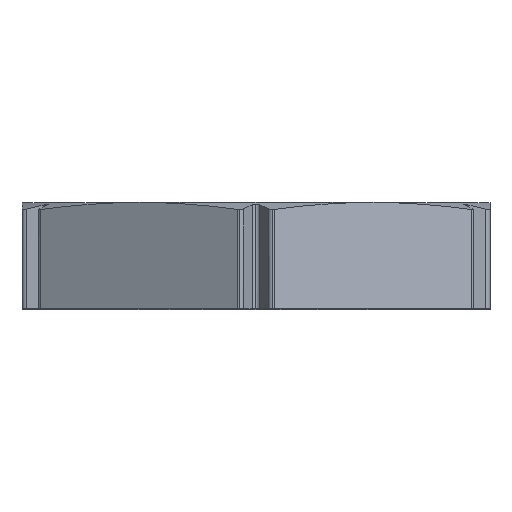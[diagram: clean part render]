
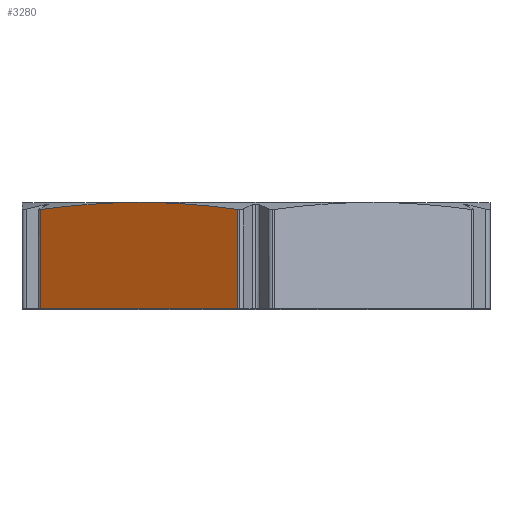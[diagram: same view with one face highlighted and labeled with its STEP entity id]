
A CAD part, top view. The second image highlights one B-rep face of the part: STEP entity #3280.
In plain terms, the highlighted planar face has unit normal (-0.5, 0, 0.866).
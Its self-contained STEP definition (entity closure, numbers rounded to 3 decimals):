
#47 = ORIENTED_EDGE ( 'NONE', *, *, #986, .T. ) ;
#133 = PLANE ( 'NONE',  #3244 ) ;
#291 = CARTESIAN_POINT ( 'NONE',  ( -0.866, 4.67, 12.202 ) ) ;
#317 = EDGE_LOOP ( 'NONE', ( #2958, #1633, #47, #3288, #1187 ) ) ;
#375 = CARTESIAN_POINT ( 'NONE',  ( -11., 0., 6.351 ) ) ;
#411 = LINE ( 'NONE', #1437, #1023 ) ;
#709 = CARTESIAN_POINT ( 'NONE',  ( -7.045, 5., 8.634 ) ) ;
#728 = CARTESIAN_POINT ( 'NONE',  ( -10.134, 4.67, 6.851 ) ) ;
#741 = LINE ( 'NONE', #2013, #1991 ) ;
#880 = LINE ( 'NONE', #375, #1513 ) ;
#934 = EDGE_CURVE ( 'NONE', #2046, #2120, #741, .T. ) ;
#986 = EDGE_CURVE ( 'NONE', #1957, #1287, #1476, .T. ) ;
#1023 = VECTOR ( 'NONE', #1953, 1000. ) ;
#1126 = CARTESIAN_POINT ( 'NONE',  ( -0.866, 4.67, 12.202 ) ) ;
#1136 = B_SPLINE_CURVE_WITH_KNOTS ( 'NONE', 3,
 ( #1126, #1858, #2132, #2427 ),
 .UNSPECIFIED., .F., .F.,
 ( 4, 4 ),
 ( 0., 0.005 ),
 .UNSPECIFIED. ) ;
#1182 = CARTESIAN_POINT ( 'NONE',  ( -5.5, 5., 9.526 ) ) ;
#1187 = ORIENTED_EDGE ( 'NONE', *, *, #1366, .T. ) ;
#1287 = VERTEX_POINT ( 'NONE', #3285 ) ;
#1366 = EDGE_CURVE ( 'NONE', #1805, #2046, #880, .T. ) ;
#1437 = CARTESIAN_POINT ( 'NONE',  ( -10.134, 6., 6.851 ) ) ;
#1476 = B_SPLINE_CURVE_WITH_KNOTS ( 'NONE', 3,
 ( #1516, #709, #1744, #728 ),
 .UNSPECIFIED., .F., .F.,
 ( 4, 4 ),
 ( 0.005, 0.011 ),
 .UNSPECIFIED. ) ;
#1513 = VECTOR ( 'NONE', #2471, 1000. ) ;
#1516 = CARTESIAN_POINT ( 'NONE',  ( -5.5, 5., 9.526 ) ) ;
#1633 = ORIENTED_EDGE ( 'NONE', *, *, #1635, .T. ) ;
#1635 = EDGE_CURVE ( 'NONE', #2120, #1957, #1136, .T. ) ;
#1744 = CARTESIAN_POINT ( 'NONE',  ( -8.589, 4.879, 7.743 ) ) ;
#1802 = CARTESIAN_POINT ( 'NONE',  ( -10.134, 0., 6.851 ) ) ;
#1805 = VERTEX_POINT ( 'NONE', #1802 ) ;
#1858 = CARTESIAN_POINT ( 'NONE',  ( -2.411, 4.879, 11.31 ) ) ;
#1953 = DIRECTION ( 'NONE',  ( 0., -1., 0. ) ) ;
#1957 = VERTEX_POINT ( 'NONE', #1182 ) ;
#1991 = VECTOR ( 'NONE', #2444, 1000. ) ;
#2013 = CARTESIAN_POINT ( 'NONE',  ( -0.866, 6., 12.202 ) ) ;
#2046 = VERTEX_POINT ( 'NONE', #2769 ) ;
#2120 = VERTEX_POINT ( 'NONE', #291 ) ;
#2132 = CARTESIAN_POINT ( 'NONE',  ( -3.955, 5., 10.418 ) ) ;
#2415 = DIRECTION ( 'NONE',  ( -0.866, 0., -0.5 ) ) ;
#2427 = CARTESIAN_POINT ( 'NONE',  ( -5.5, 5., 9.526 ) ) ;
#2444 = DIRECTION ( 'NONE',  ( 0., 1., 0. ) ) ;
#2467 = EDGE_CURVE ( 'NONE', #1287, #1805, #411, .T. ) ;
#2471 = DIRECTION ( 'NONE',  ( 0.866, 0., 0.5 ) ) ;
#2482 = CARTESIAN_POINT ( 'NONE',  ( -11., 6., 6.351 ) ) ;
#2726 = DIRECTION ( 'NONE',  ( 0.5, 0., -0.866 ) ) ;
#2769 = CARTESIAN_POINT ( 'NONE',  ( -0.866, 0., 12.202 ) ) ;
#2958 = ORIENTED_EDGE ( 'NONE', *, *, #934, .T. ) ;
#3206 = FACE_OUTER_BOUND ( 'NONE', #317, .T. ) ;
#3244 = AXIS2_PLACEMENT_3D ( 'NONE', #2482, #2726, #2415 ) ;
#3280 = ADVANCED_FACE ( 'NONE', ( #3206 ), #133, .F. ) ;
#3285 = CARTESIAN_POINT ( 'NONE',  ( -10.134, 4.67, 6.851 ) ) ;
#3288 = ORIENTED_EDGE ( 'NONE', *, *, #2467, .T. ) ;
